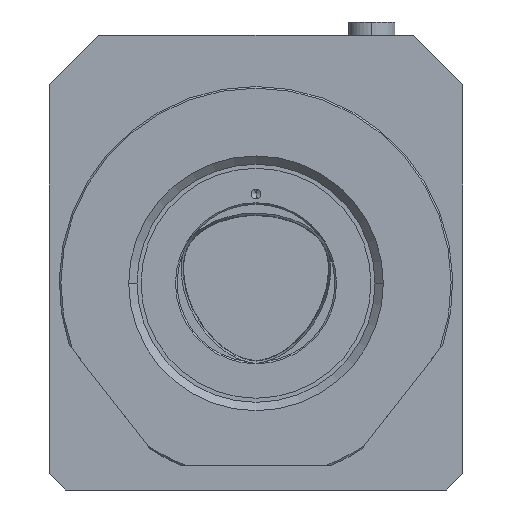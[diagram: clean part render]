
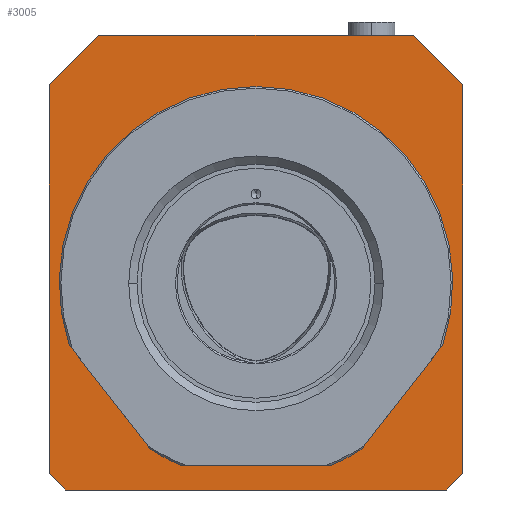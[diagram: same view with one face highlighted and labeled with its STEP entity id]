
A CAD part, left-side view. The second image highlights one B-rep face of the part: STEP entity #3005.
In plain terms, the highlighted planar face has unit normal (-1, 0, 0).
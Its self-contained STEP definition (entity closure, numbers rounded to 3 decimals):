
#225=DIRECTION('',(0.,0.707,0.707));
#226=VECTOR('',#225,21.213);
#227=CARTESIAN_POINT('',(-78.,-62.5,60.));
#228=LINE('',#227,#226);
#229=DIRECTION('',(0.,0.,-1.));
#230=VECTOR('',#229,117.5);
#231=CARTESIAN_POINT('',(-78.,-62.5,60.));
#232=LINE('',#231,#230);
#233=DIRECTION('',(0.,-0.707,0.707));
#234=VECTOR('',#233,7.071);
#235=CARTESIAN_POINT('',(-78.,-57.5,-62.5));
#236=LINE('',#235,#234);
#237=DIRECTION('',(0.,1.,0.));
#238=VECTOR('',#237,115.);
#239=CARTESIAN_POINT('',(-78.,-57.5,-62.5));
#240=LINE('',#239,#238);
#241=DIRECTION('',(0.,-0.707,-0.707));
#242=VECTOR('',#241,7.071);
#243=CARTESIAN_POINT('',(-78.,62.5,-57.5));
#244=LINE('',#243,#242);
#245=DIRECTION('',(0.,0.,1.));
#246=VECTOR('',#245,117.5);
#247=CARTESIAN_POINT('',(-78.,62.5,-57.5));
#248=LINE('',#247,#246);
#249=DIRECTION('',(0.,0.707,-0.707));
#250=VECTOR('',#249,21.213);
#251=CARTESIAN_POINT('',(-78.,47.5,75.));
#252=LINE('',#251,#250);
#253=DIRECTION('',(0.,-1.,0.));
#254=VECTOR('',#253,95.);
#255=CARTESIAN_POINT('',(-78.,47.5,75.));
#256=LINE('',#255,#254);
#257=CARTESIAN_POINT('',(-78.,0.,0.));
#258=DIRECTION('',(-1.,0.,0.));
#259=DIRECTION('',(0.,1.,0.));
#260=AXIS2_PLACEMENT_3D('',#257,#258,#259);
#262=CARTESIAN_POINT('',(-78.,0.,0.));
#263=DIRECTION('',(-1.,0.,0.));
#264=DIRECTION('',(0.,-1.,0.));
#265=AXIS2_PLACEMENT_3D('',#262,#263,#264);
#2220=CARTESIAN_POINT('',(-78.,-62.5,60.));
#2221=CARTESIAN_POINT('',(-78.,-47.5,75.));
#2222=VERTEX_POINT('',#2220);
#2223=VERTEX_POINT('',#2221);
#2228=CARTESIAN_POINT('',(-78.,47.5,75.));
#2229=CARTESIAN_POINT('',(-78.,62.5,60.));
#2230=VERTEX_POINT('',#2228);
#2231=VERTEX_POINT('',#2229);
#2236=CARTESIAN_POINT('',(-78.,-57.5,-62.5));
#2237=CARTESIAN_POINT('',(-78.,-62.5,-57.5));
#2238=VERTEX_POINT('',#2236);
#2239=VERTEX_POINT('',#2237);
#2244=CARTESIAN_POINT('',(-78.,62.5,-57.5));
#2245=CARTESIAN_POINT('',(-78.,57.5,-62.5));
#2246=VERTEX_POINT('',#2244);
#2247=VERTEX_POINT('',#2245);
#2308=CARTESIAN_POINT('',(-78.,47.5,0.));
#2309=CARTESIAN_POINT('',(-78.,-47.5,0.));
#2310=VERTEX_POINT('',#2308);
#2311=VERTEX_POINT('',#2309);
#2978=CARTESIAN_POINT('',(-78.,0.,0.));
#2979=DIRECTION('',(-1.,0.,0.));
#2980=DIRECTION('',(0.,0.,-1.));
#2981=AXIS2_PLACEMENT_3D('',#2978,#2979,#2980);
#2982=PLANE('',#2981);
#2984=ORIENTED_EDGE('',*,*,#2983,.F.);
#2985=ORIENTED_EDGE('',*,*,#2858,.T.);
#2986=ORIENTED_EDGE('',*,*,#2969,.F.);
#2988=ORIENTED_EDGE('',*,*,#2987,.T.);
#2990=ORIENTED_EDGE('',*,*,#2989,.F.);
#2992=ORIENTED_EDGE('',*,*,#2991,.T.);
#2994=ORIENTED_EDGE('',*,*,#2993,.F.);
#2996=ORIENTED_EDGE('',*,*,#2995,.T.);
#2997=EDGE_LOOP('',(#2984,#2985,#2986,#2988,#2990,#2992,#2994,#2996));
#2998=FACE_OUTER_BOUND('',#2997,.F.);
#3000=ORIENTED_EDGE('',*,*,#2999,.T.);
#3002=ORIENTED_EDGE('',*,*,#3001,.T.);
#3003=EDGE_LOOP('',(#3000,#3002));
#3004=FACE_BOUND('',#3003,.F.);
#3005=ADVANCED_FACE('',(#2998,#3004),#2982,.T.);
#261=CIRCLE('',#260,47.5);
#266=CIRCLE('',#265,47.5);
#2858=EDGE_CURVE('',#2222,#2239,#232,.T.);
#2969=EDGE_CURVE('',#2238,#2239,#236,.T.);
#2983=EDGE_CURVE('',#2222,#2223,#228,.T.);
#2987=EDGE_CURVE('',#2238,#2247,#240,.T.);
#2989=EDGE_CURVE('',#2246,#2247,#244,.T.);
#2991=EDGE_CURVE('',#2246,#2231,#248,.T.);
#2993=EDGE_CURVE('',#2230,#2231,#252,.T.);
#2995=EDGE_CURVE('',#2230,#2223,#256,.T.);
#2999=EDGE_CURVE('',#2310,#2311,#261,.T.);
#3001=EDGE_CURVE('',#2311,#2310,#266,.T.);
